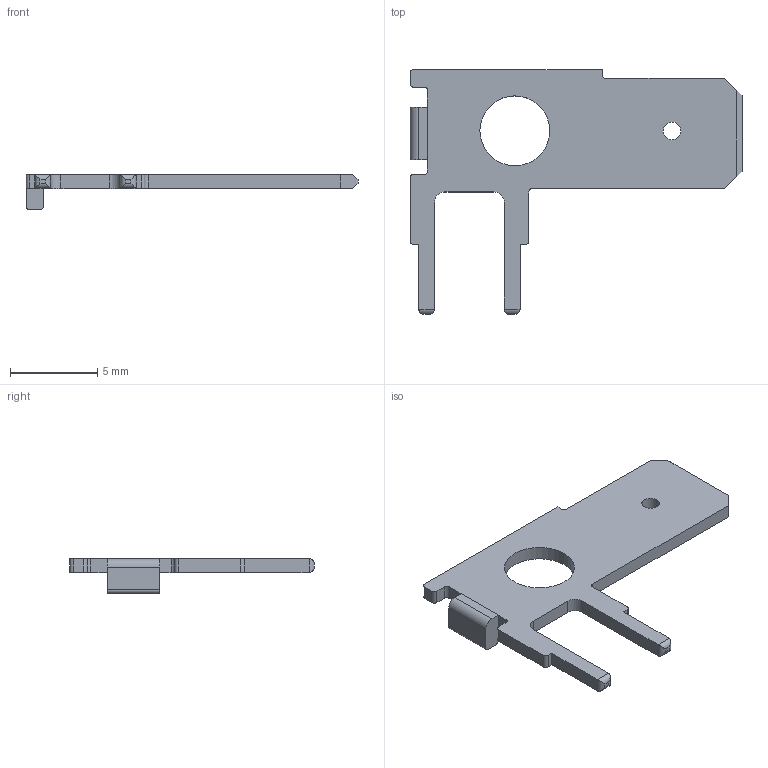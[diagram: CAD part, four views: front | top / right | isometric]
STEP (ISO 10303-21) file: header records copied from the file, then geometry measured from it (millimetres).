
FILE_DESCRIPTION(('FreeCAD Model'),'2;1');
FILE_NAME('terminal_pcb_male_flat_6_3_H.stp', '2019-11-19T22:25:02',('Author'),(''), 'Open CASCADE STEP processor 7.3','FreeCAD','Unknown');
FILE_SCHEMA(('AUTOMOTIVE_DESIGN { 1 0 10303 214 1 1 1 1 }'));
Length unit declared in the file: millimetre
Products named in the file (1): Body
Bounding box: 19 x 14 x 2 mm (x, y, z)
Volume: 103.6 mm3; surface area: 335.3 mm2
Topology: 1 solids, 1 shells, 57 faces, 153 edges, 98 vertices
Faces by surface type: plane 33, cylinder 24
Full cylindrical faces by diameter (mm): 1 x1, 4 x1
Entity records: 3930 total; most frequent: CARTESIAN_POINT 833, DIRECTION 584, LINE 371, VECTOR 371, ORIENTED_EDGE 306, PCURVE 306, DEFINITIONAL_REPRESENTATION 306, EDGE_CURVE 153
